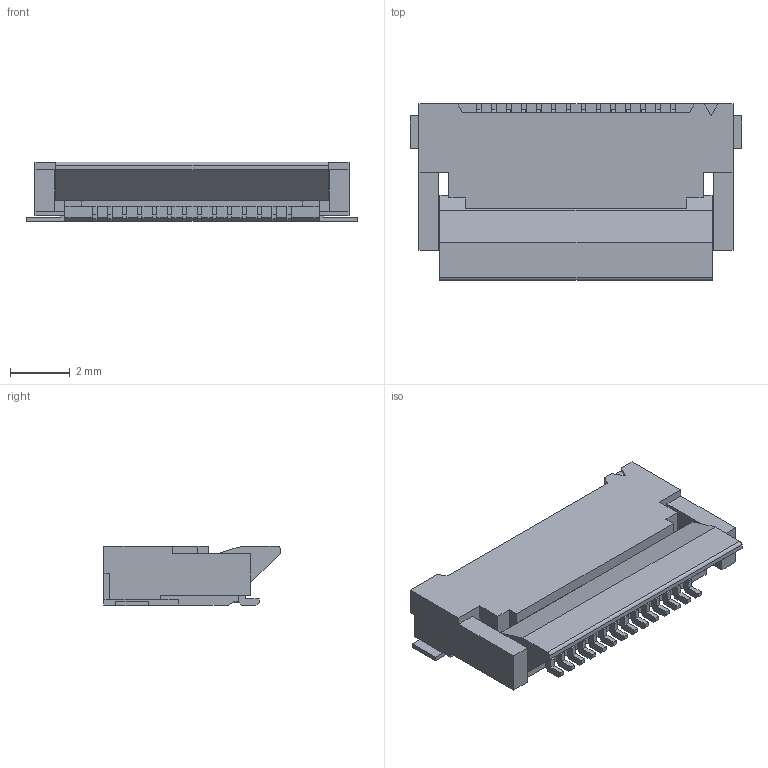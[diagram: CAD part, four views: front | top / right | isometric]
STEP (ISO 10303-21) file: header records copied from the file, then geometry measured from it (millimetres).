
FILE_DESCRIPTION(/* description */ ('','CAx-IF Rec.Pracs.---Representation and Presentation of Product Manufacturing Information (PMI)---4.0---2014-10-13'),/* implementation_level */ '2;1');
FILE_NAME(/* name */ 'XF2C_1415-1A.step',/* time_stamp */ '2025-02-24T21:32:49-05:00',/* author */ (''),/* organization */ (''),/* preprocessor_version */ 'ST-DEVELOPER v20',/* originating_system */ 'Autodesk Translation Framework v13.20.0.188',/* authorisation */ '');
FILE_SCHEMA (('AP242_MANAGED_MODEL_BASED_3D_ENGINEERING_MIM_LF { 1 0 10303 442 1 1 4 }'));
Length unit declared in the file: millimetre
Products named in the file (2): XF2C_1415-1A; XF2M_1415_1A
Assembly tree (1 placements, depth 2):
  XF2C_1415-1A
    XF2M_1415_1A
Bounding box: 11.1 x 5.9 x 2 mm (x, y, z)
Volume: 87.6 mm3; surface area: 327.9 mm2
Topology: 1 solids, 1 shells, 587 faces, 1705 edges, 1136 vertices
Faces by surface type: plane 586, cylinder 1
Entity records: 19042 total; most frequent: CARTESIAN_POINT 3431, ORIENTED_EDGE 3410, DIRECTION 2887, EDGE_CURVE 1705, LINE 1703, VECTOR 1703, VERTEX_POINT 1136, EDGE_LOOP 603
